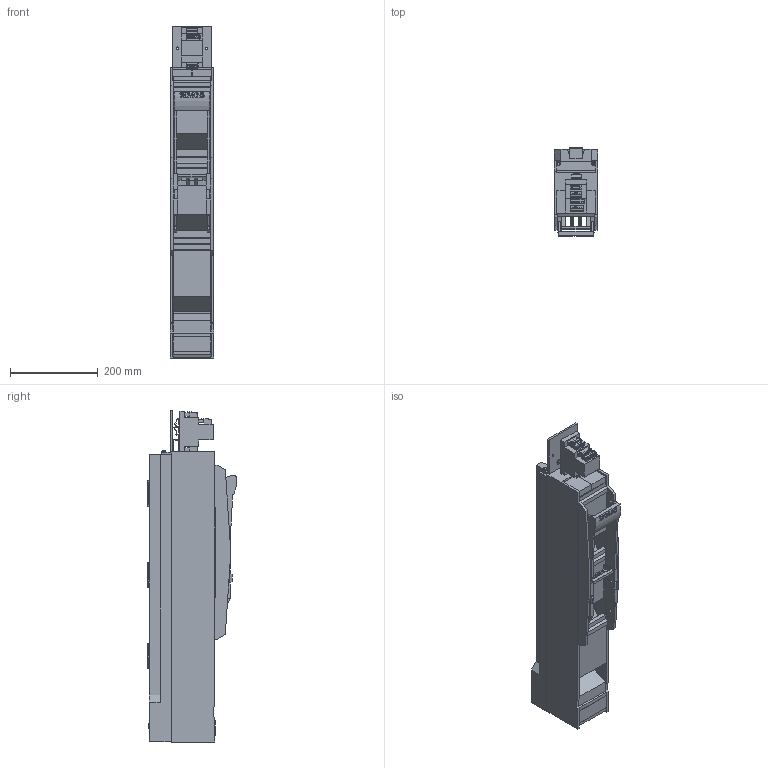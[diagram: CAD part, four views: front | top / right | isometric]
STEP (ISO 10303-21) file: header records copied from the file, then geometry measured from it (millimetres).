
FILE_DESCRIPTION(/* description */ (''),/* implementation_level */ '2;1');
FILE_NAME(/* name */ '3NJ41233CF01_v.stp',/* time_stamp */ '2023-05-26T12:48:51+02:00',/* author */ (''),/* organization */ (''),/* preprocessor_version */ 'ST-DEVELOPER v18.101',/* originating_system */ 'SIEMENS PLM Software NX 2008',/* authorisation */ '');
FILE_SCHEMA (('AUTOMOTIVE_DESIGN { 1 0 10303 214 3 1 1 1 }'));
Length unit declared in the file: millimetre
Products named in the file (1): 3NJ41233CF01_v8_final
Bounding box: 100 x 202.4 x 756.28 mm (x, y, z)
Volume: 8032035.4 mm3; surface area: 893001.7 mm2
Topology: 4 solids, 4 shells, 973 faces, 2779 edges, 1843 vertices
Faces by surface type: plane 812, cylinder 135, extrusion 18, cone 8
Full cylindrical faces by diameter (mm): 4 x16, 4.2 x2, 4.5 x2, 5 x2, 5.1 x6, 5.4 x6, 5.5 x4, 8.55 x2, 10 x5, 12 x2, 14 x1, 20 x2, 31.629 x2
Entity records: 35654 total; most frequent: CARTESIAN_POINT 6343, ORIENTED_EDGE 5380, DIRECTION 4853, EDGE_CURVE 2690, VECTOR 2245, LINE 2227, VERTEX_POINT 1814, AXIS2_PLACEMENT_3D 1304
